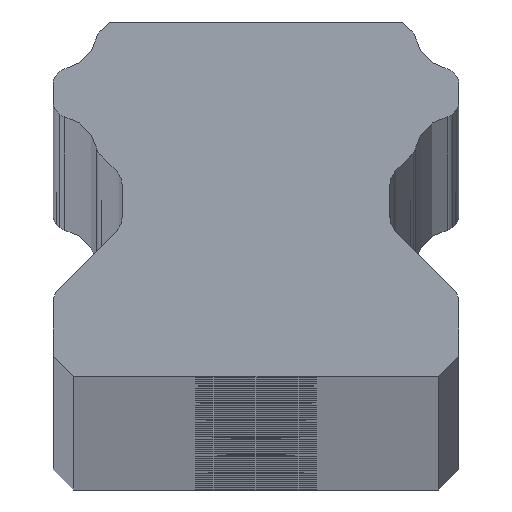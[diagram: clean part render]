
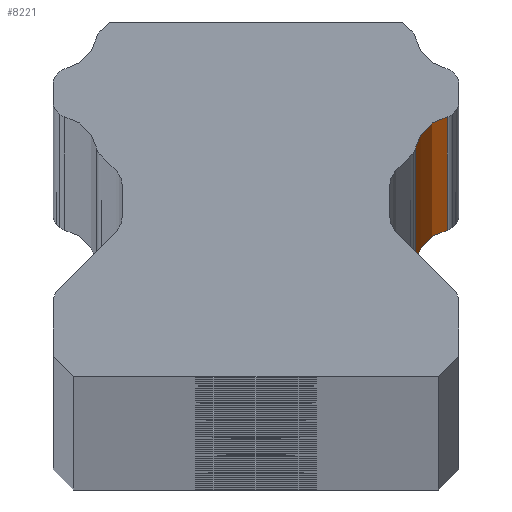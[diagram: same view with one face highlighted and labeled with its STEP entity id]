
A CAD part, top view. The second image highlights one B-rep face of the part: STEP entity #8221.
In plain terms, the highlighted cylindrical face has radius 2 mm (diameter 4 mm), a partial arc.
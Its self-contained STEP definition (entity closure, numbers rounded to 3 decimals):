
#144 = CARTESIAN_POINT ( 'NONE',  ( 7.847, -2.767, 1600. ) ) ;
#164 = CARTESIAN_POINT ( 'NONE',  ( 9.432, -1.182, -1600. ) ) ;
#316 = EDGE_LOOP ( 'NONE', ( #9756, #3278, #6149, #1263 ) ) ;
#632 = AXIS2_PLACEMENT_3D ( 'NONE', #5164, #5910, #646 ) ;
#637 = CYLINDRICAL_SURFACE ( 'NONE', #2223, 2. ) ;
#646 = DIRECTION ( 'NONE',  ( -1., 0., 0. ) ) ;
#1093 = EDGE_CURVE ( 'NONE', #6245, #2565, #6623, .T. ) ;
#1263 = ORIENTED_EDGE ( 'NONE', *, *, #2962, .T. ) ;
#1392 = DIRECTION ( 'NONE',  ( -1., 0., 0. ) ) ;
#2223 = AXIS2_PLACEMENT_3D ( 'NONE', #2719, #9551, #1392 ) ;
#2520 = DIRECTION ( 'NONE',  ( 0., 0., -1. ) ) ;
#2528 = LINE ( 'NONE', #4121, #2882 ) ;
#2565 = VERTEX_POINT ( 'NONE', #7179 ) ;
#2639 = DIRECTION ( 'NONE',  ( 0., 0., -1. ) ) ;
#2719 = CARTESIAN_POINT ( 'NONE',  ( 9.811, -3.146, 1600. ) ) ;
#2830 = VERTEX_POINT ( 'NONE', #5251 ) ;
#2882 = VECTOR ( 'NONE', #2639, 1000. ) ;
#2962 = EDGE_CURVE ( 'NONE', #6245, #2830, #2528, .T. ) ;
#2974 = DIRECTION ( 'NONE',  ( 0., 0., -1. ) ) ;
#3216 = EDGE_CURVE ( 'NONE', #2565, #8037, #8580, .T. ) ;
#3278 = ORIENTED_EDGE ( 'NONE', *, *, #3216, .F. ) ;
#4121 = CARTESIAN_POINT ( 'NONE',  ( 7.847, -2.767, 1600. ) ) ;
#5164 = CARTESIAN_POINT ( 'NONE',  ( 9.811, -3.146, 1600. ) ) ;
#5251 = CARTESIAN_POINT ( 'NONE',  ( 7.847, -2.767, -1600. ) ) ;
#5910 = DIRECTION ( 'NONE',  ( 0., 0., -1. ) ) ;
#6073 = CARTESIAN_POINT ( 'NONE',  ( 9.811, -3.146, -1600. ) ) ;
#6149 = ORIENTED_EDGE ( 'NONE', *, *, #1093, .F. ) ;
#6245 = VERTEX_POINT ( 'NONE', #144 ) ;
#6532 = CIRCLE ( 'NONE', #9667, 2. ) ;
#6557 = EDGE_CURVE ( 'NONE', #2830, #8037, #6532, .T. ) ;
#6623 = CIRCLE ( 'NONE', #632, 2. ) ;
#7179 = CARTESIAN_POINT ( 'NONE',  ( 9.432, -1.182, 1600. ) ) ;
#7576 = DIRECTION ( 'NONE',  ( -1., 0., 0. ) ) ;
#7610 = FACE_OUTER_BOUND ( 'NONE', #316, .T. ) ;
#7629 = VECTOR ( 'NONE', #2520, 1000. ) ;
#7771 = CARTESIAN_POINT ( 'NONE',  ( 9.432, -1.182, 1600. ) ) ;
#8037 = VERTEX_POINT ( 'NONE', #164 ) ;
#8221 = ADVANCED_FACE ( 'NONE', ( #7610 ), #637, .F. ) ;
#8580 = LINE ( 'NONE', #7771, #7629 ) ;
#9551 = DIRECTION ( 'NONE',  ( 0., 0., -1. ) ) ;
#9667 = AXIS2_PLACEMENT_3D ( 'NONE', #6073, #2974, #7576 ) ;
#9756 = ORIENTED_EDGE ( 'NONE', *, *, #6557, .T. ) ;
